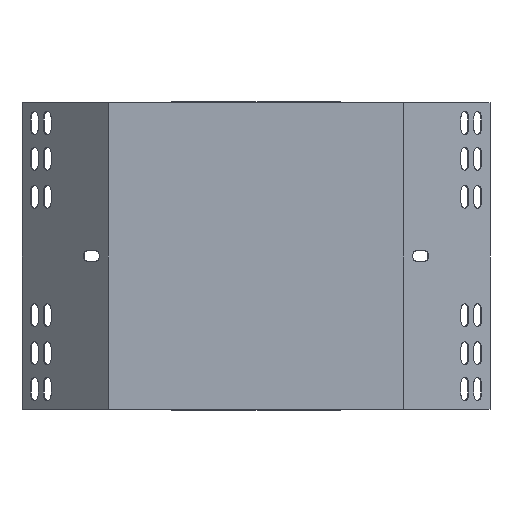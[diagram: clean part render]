
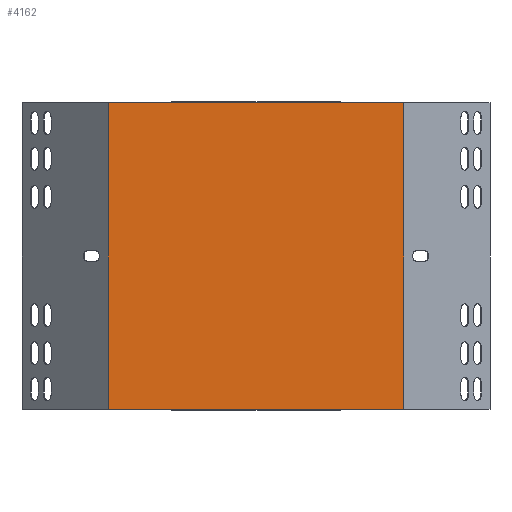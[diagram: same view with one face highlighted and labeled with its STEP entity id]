
A CAD part, front view. The second image highlights one B-rep face of the part: STEP entity #4162.
In plain terms, the highlighted planar face has unit normal (0, -1, 0).
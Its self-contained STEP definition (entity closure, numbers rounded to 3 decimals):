
#443 = DIRECTION ( 'NONE',  ( 1., 0., 0. ) ) ;
#452 = CARTESIAN_POINT ( 'NONE',  ( -120.153, -23.927, 75.8 ) ) ;
#510 = VERTEX_POINT ( 'NONE', #7857 ) ;
#941 = CARTESIAN_POINT ( 'NONE',  ( -119.249, -23.927, -125.8 ) ) ;
#980 = LINE ( 'NONE', #5503, #989 ) ;
#989 = VECTOR ( 'NONE', #5461, 1000. ) ;
#1989 = VERTEX_POINT ( 'NONE', #6112 ) ;
#2748 = EDGE_LOOP ( 'NONE', ( #5146, #5023, #5012, #4370 ) ) ;
#3254 = EDGE_CURVE ( 'NONE', #5733, #1989, #7057, .T. ) ;
#3620 = FACE_OUTER_BOUND ( 'NONE', #2748, .T. ) ;
#3732 = EDGE_CURVE ( 'NONE', #8077, #510, #5168, .T. ) ;
#4057 = DIRECTION ( 'NONE',  ( 0., 0., 1. ) ) ;
#4068 = DIRECTION ( 'NONE',  ( 0., 1., 0. ) ) ;
#4099 = CARTESIAN_POINT ( 'NONE',  ( -118.918, -23.927, 75. ) ) ;
#4114 = PLANE ( 'NONE',  #6766 ) ;
#4162 = ADVANCED_FACE ( 'NONE', ( #3620 ), #4114, .F. ) ;
#4370 = ORIENTED_EDGE ( 'NONE', *, *, #6251, .F. ) ;
#4906 = EDGE_CURVE ( 'NONE', #510, #1989, #980, .T. ) ;
#5012 = ORIENTED_EDGE ( 'NONE', *, *, #3254, .F. ) ;
#5023 = ORIENTED_EDGE ( 'NONE', *, *, #4906, .T. ) ;
#5146 = ORIENTED_EDGE ( 'NONE', *, *, #3732, .T. ) ;
#5156 = VECTOR ( 'NONE', #7866, 1000. ) ;
#5168 = LINE ( 'NONE', #7895, #5156 ) ;
#5461 = DIRECTION ( 'NONE',  ( 0., 0., 1. ) ) ;
#5503 = CARTESIAN_POINT ( 'NONE',  ( 75.013, -23.927, -125.612 ) ) ;
#5733 = VERTEX_POINT ( 'NONE', #7314 ) ;
#6112 = CARTESIAN_POINT ( 'NONE',  ( 75.013, -23.927, 75.8 ) ) ;
#6251 = EDGE_CURVE ( 'NONE', #8077, #5733, #7426, .T. ) ;
#6766 = AXIS2_PLACEMENT_3D ( 'NONE', #4099, #4068, #4057 ) ;
#7057 = LINE ( 'NONE', #452, #7111 ) ;
#7111 = VECTOR ( 'NONE', #443, 1000. ) ;
#7314 = CARTESIAN_POINT ( 'NONE',  ( -119.249, -23.927, 75.8 ) ) ;
#7356 = VECTOR ( 'NONE', #7978, 1000. ) ;
#7426 = LINE ( 'NONE', #7734, #7356 ) ;
#7734 = CARTESIAN_POINT ( 'NONE',  ( -119.249, -23.927, -125.612 ) ) ;
#7857 = CARTESIAN_POINT ( 'NONE',  ( 75.013, -23.927, -125.8 ) ) ;
#7866 = DIRECTION ( 'NONE',  ( 1., 0., 0. ) ) ;
#7895 = CARTESIAN_POINT ( 'NONE',  ( -120.153, -23.927, -125.8 ) ) ;
#7978 = DIRECTION ( 'NONE',  ( 0., 0., 1. ) ) ;
#8077 = VERTEX_POINT ( 'NONE', #941 ) ;
